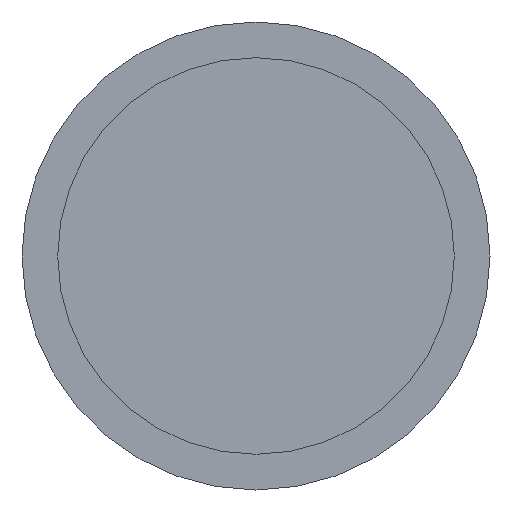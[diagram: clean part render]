
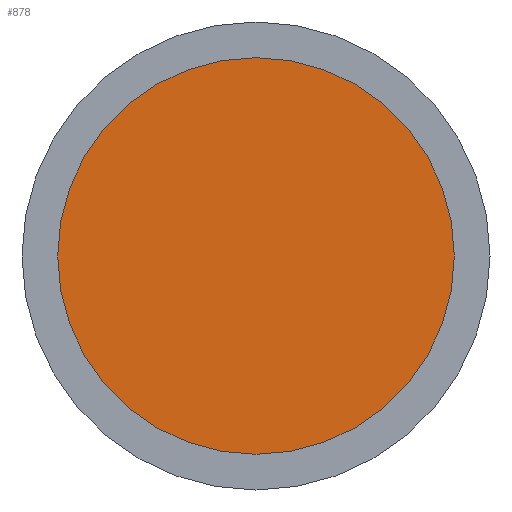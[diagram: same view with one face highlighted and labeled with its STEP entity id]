
A CAD part, front view. The second image highlights one B-rep face of the part: STEP entity #878.
In plain terms, the highlighted planar face has unit normal (0, -1, 0).
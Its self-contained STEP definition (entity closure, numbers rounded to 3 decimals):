
#67 = CARTESIAN_POINT ( 'NONE',  ( 0., 0., 0. ) ) ;
#76 = DIRECTION ( 'NONE',  ( 0., 0., 1. ) ) ;
#104 = CARTESIAN_POINT ( 'NONE',  ( 0., 0., -25. ) ) ;
#150 = DIRECTION ( 'NONE',  ( 0., -1., 0. ) ) ;
#190 = CIRCLE ( 'NONE', #806, 25. ) ;
#304 = EDGE_LOOP ( 'NONE', ( #2739, #2203 ) ) ;
#314 = VERTEX_POINT ( 'NONE', #104 ) ;
#590 = AXIS2_PLACEMENT_3D ( 'NONE', #2474, #150, #997 ) ;
#806 = AXIS2_PLACEMENT_3D ( 'NONE', #1725, #2390, #76 ) ;
#878 = ADVANCED_FACE ( 'NONE', ( #2266 ), #1162, .T. ) ;
#997 = DIRECTION ( 'NONE',  ( 1., 0., 0. ) ) ;
#1040 = EDGE_CURVE ( 'NONE', #1636, #314, #1625, .T. ) ;
#1162 = PLANE ( 'NONE',  #590 ) ;
#1542 = DIRECTION ( 'NONE',  ( 0., -1., 0. ) ) ;
#1625 = CIRCLE ( 'NONE', #1760, 25. ) ;
#1636 = VERTEX_POINT ( 'NONE', #2492 ) ;
#1725 = CARTESIAN_POINT ( 'NONE',  ( 0., 0., 0. ) ) ;
#1760 = AXIS2_PLACEMENT_3D ( 'NONE', #67, #1542, #2584 ) ;
#2176 = EDGE_CURVE ( 'NONE', #314, #1636, #190, .T. ) ;
#2203 = ORIENTED_EDGE ( 'NONE', *, *, #2176, .T. ) ;
#2266 = FACE_OUTER_BOUND ( 'NONE', #304, .T. ) ;
#2390 = DIRECTION ( 'NONE',  ( 0., -1., 0. ) ) ;
#2474 = CARTESIAN_POINT ( 'NONE',  ( -25.464, 0., -25. ) ) ;
#2492 = CARTESIAN_POINT ( 'NONE',  ( 0., 0., 25. ) ) ;
#2584 = DIRECTION ( 'NONE',  ( 0., 0., 1. ) ) ;
#2739 = ORIENTED_EDGE ( 'NONE', *, *, #1040, .T. ) ;
